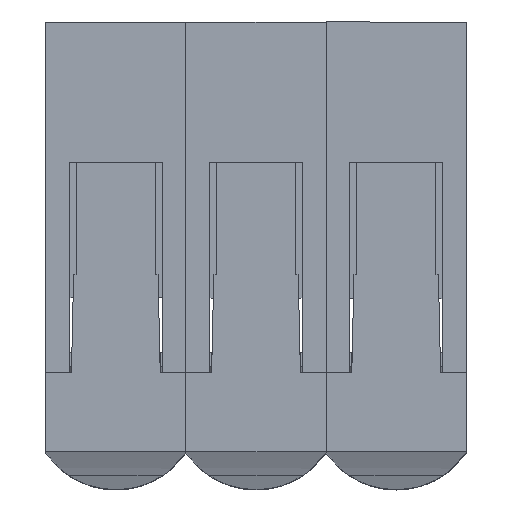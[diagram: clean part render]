
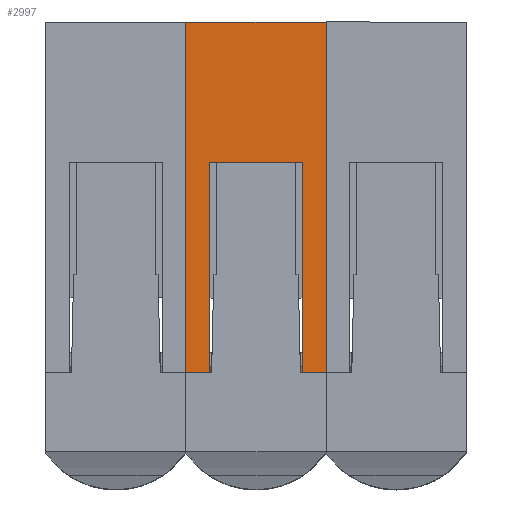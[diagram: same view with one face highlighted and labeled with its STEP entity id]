
A CAD part, top view. The second image highlights one B-rep face of the part: STEP entity #2997.
In plain terms, the highlighted face is planar.
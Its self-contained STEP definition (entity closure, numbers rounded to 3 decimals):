
#2829=CARTESIAN_POINT('',(160.0,3.0,0.0));
#2830=VERTEX_POINT('',#2829);
#2839=CARTESIAN_POINT('',(160.0,3.0,30.0));
#2840=VERTEX_POINT('',#2839);
#2841=CARTESIAN_POINT('',(160.0,3.0,30.0));
#2842=DIRECTION('',(0.0,0.0,-1.0));
#2843=VECTOR('',#2842,30.0);
#2844=LINE('',#2841,#2843);
#2845=EDGE_CURVE('',#2840,#2830,#2844,.T.);
#2935=CARTESIAN_POINT('',(160.0,0.0,0.0));
#2936=DIRECTION('',(1.0,0.0,0.0));
#2937=DIRECTION('',(0.0,1.0,0.0));
#2938=AXIS2_PLACEMENT_3D('',#2935,#2936,#2937);
#2939=PLANE('',#2938);
#2940=ORIENTED_EDGE('',*,*,#2845,.T.);
#2941=CARTESIAN_POINT('',(160.0,78.0,0.0));
#2942=VERTEX_POINT('',#2941);
#2943=CARTESIAN_POINT('',(160.0,78.0,0.0));
#2944=DIRECTION('',(0.0,-1.0,0.0));
#2945=VECTOR('',#2944,75.);
#2946=LINE('',#2943,#2945);
#2947=EDGE_CURVE('',#2942,#2830,#2946,.T.);
#2948=ORIENTED_EDGE('',*,*,#2947,.F.);
#2949=CARTESIAN_POINT('',(160.0,78.0,5.0));
#2950=VERTEX_POINT('',#2949);
#2951=CARTESIAN_POINT('',(160.0,78.0,0.0));
#2952=DIRECTION('',(0.0,0.0,1.0));
#2953=VECTOR('',#2952,5.0);
#2954=LINE('',#2951,#2953);
#2955=EDGE_CURVE('',#2942,#2950,#2954,.T.);
#2956=ORIENTED_EDGE('',*,*,#2955,.T.);
#2957=CARTESIAN_POINT('',(160.0,33.,5.0));
#2958=VERTEX_POINT('',#2957);
#2959=CARTESIAN_POINT('',(160.0,78.0,5.0));
#2960=DIRECTION('',(0.0,-1.0,0.0));
#2961=VECTOR('',#2960,45.0);
#2962=LINE('',#2959,#2961);
#2963=EDGE_CURVE('',#2950,#2958,#2962,.T.);
#2964=ORIENTED_EDGE('',*,*,#2963,.T.);
#2965=CARTESIAN_POINT('',(160.0,33.,25.0));
#2966=VERTEX_POINT('',#2965);
#2967=CARTESIAN_POINT('',(160.0,33.,5.0));
#2968=DIRECTION('',(0.0,0.0,1.0));
#2969=VECTOR('',#2968,20.0);
#2970=LINE('',#2967,#2969);
#2971=EDGE_CURVE('',#2958,#2966,#2970,.T.);
#2972=ORIENTED_EDGE('',*,*,#2971,.T.);
#2973=CARTESIAN_POINT('',(160.0,78.0,25.0));
#2974=VERTEX_POINT('',#2973);
#2975=CARTESIAN_POINT('',(160.0,33.0,25.0));
#2976=DIRECTION('',(0.0,1.0,0.0));
#2977=VECTOR('',#2976,45.0);
#2978=LINE('',#2975,#2977);
#2979=EDGE_CURVE('',#2966,#2974,#2978,.T.);
#2980=ORIENTED_EDGE('',*,*,#2979,.T.);
#2981=CARTESIAN_POINT('',(160.0,78.0,30.0));
#2982=VERTEX_POINT('',#2981);
#2983=CARTESIAN_POINT('',(160.0,78.0,25.0));
#2984=DIRECTION('',(0.0,0.0,1.0));
#2985=VECTOR('',#2984,5.0);
#2986=LINE('',#2983,#2985);
#2987=EDGE_CURVE('',#2974,#2982,#2986,.T.);
#2988=ORIENTED_EDGE('',*,*,#2987,.T.);
#2989=CARTESIAN_POINT('',(160.0,3.,30.0));
#2990=DIRECTION('',(0.0,1.0,0.0));
#2991=VECTOR('',#2990,75.);
#2992=LINE('',#2989,#2991);
#2993=EDGE_CURVE('',#2840,#2982,#2992,.T.);
#2994=ORIENTED_EDGE('',*,*,#2993,.F.);
#2995=EDGE_LOOP('',(#2940,#2948,#2956,#2964,#2972,#2980,#2988,#2994));
#2996=FACE_OUTER_BOUND('',#2995,.T.);
#2997=ADVANCED_FACE('',(#2996),#2939,.T.);
